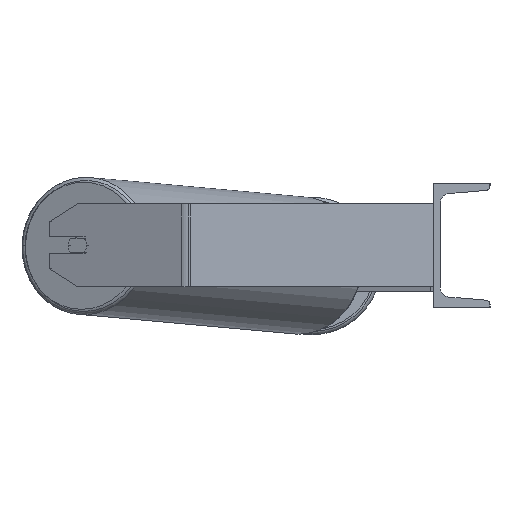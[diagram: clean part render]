
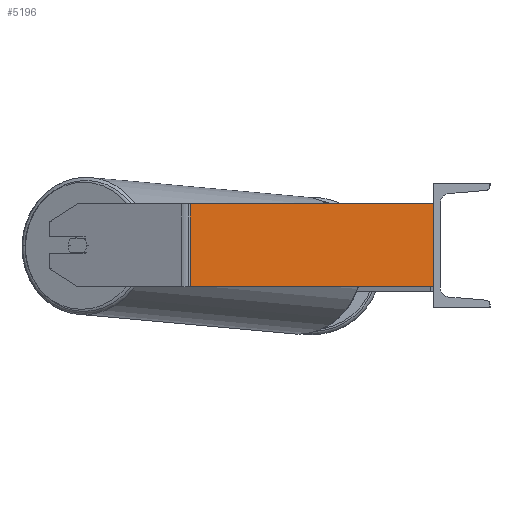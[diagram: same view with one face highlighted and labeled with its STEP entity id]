
A CAD part, left-side view. The second image highlights one B-rep face of the part: STEP entity #5196.
In plain terms, the highlighted planar face has unit normal (-0.996, -0.087, 0).
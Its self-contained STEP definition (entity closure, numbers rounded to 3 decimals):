
#167 = DIRECTION ( 'NONE',  ( 0.087, -0.996, 0. ) ) ;
#285 = CARTESIAN_POINT ( 'NONE',  ( -805.54, 234.768, 40. ) ) ;
#445 = EDGE_CURVE ( 'NONE', #8839, #6301, #8439, .T. ) ;
#626 = ORIENTED_EDGE ( 'NONE', *, *, #445, .F. ) ;
#948 = ORIENTED_EDGE ( 'NONE', *, *, #2264, .F. ) ;
#1037 = CARTESIAN_POINT ( 'NONE',  ( -805.913, 239.039, 40. ) ) ;
#1835 = FACE_OUTER_BOUND ( 'NONE', #8567, .T. ) ;
#2188 = CARTESIAN_POINT ( 'NONE',  ( -805.913, 239.039, -40. ) ) ;
#2264 = EDGE_CURVE ( 'NONE', #5894, #8839, #8667, .T. ) ;
#2518 = DIRECTION ( 'NONE',  ( -0.087, 0.996, 0. ) ) ;
#3113 = PLANE ( 'NONE',  #7015 ) ;
#3753 = CARTESIAN_POINT ( 'NONE',  ( -805.54, 234.768, 40. ) ) ;
#3922 = DIRECTION ( 'NONE',  ( 0.996, 0.087, 0. ) ) ;
#4075 = EDGE_CURVE ( 'NONE', #4572, #6301, #7944, .T. ) ;
#4572 = VERTEX_POINT ( 'NONE', #6461 ) ;
#4592 = ORIENTED_EDGE ( 'NONE', *, *, #4075, .T. ) ;
#5196 = ADVANCED_FACE ( 'NONE', ( #1835 ), #3113, .F. ) ;
#5484 = VECTOR ( 'NONE', #6233, 1000. ) ;
#5516 = VECTOR ( 'NONE', #7853, 1000. ) ;
#5725 = CARTESIAN_POINT ( 'NONE',  ( -785., 0., 40. ) ) ;
#5894 = VERTEX_POINT ( 'NONE', #3753 ) ;
#6233 = DIRECTION ( 'NONE',  ( 0., 0., -1. ) ) ;
#6301 = VERTEX_POINT ( 'NONE', #7975 ) ;
#6409 = CARTESIAN_POINT ( 'NONE',  ( -805.913, 239.039, 40. ) ) ;
#6433 = ORIENTED_EDGE ( 'NONE', *, *, #8542, .T. ) ;
#6461 = CARTESIAN_POINT ( 'NONE',  ( -805.54, 234.768, -40. ) ) ;
#6591 = CARTESIAN_POINT ( 'NONE',  ( -785., 0., 40. ) ) ;
#7015 = AXIS2_PLACEMENT_3D ( 'NONE', #1037, #3922, #2518 ) ;
#7402 = LINE ( 'NONE', #285, #8730 ) ;
#7426 = VECTOR ( 'NONE', #167, 1000. ) ;
#7853 = DIRECTION ( 'NONE',  ( 0.087, -0.996, 0. ) ) ;
#7944 = LINE ( 'NONE', #2188, #5516 ) ;
#7975 = CARTESIAN_POINT ( 'NONE',  ( -785., 0., -40. ) ) ;
#8439 = LINE ( 'NONE', #5725, #5484 ) ;
#8542 = EDGE_CURVE ( 'NONE', #5894, #4572, #7402, .T. ) ;
#8567 = EDGE_LOOP ( 'NONE', ( #4592, #626, #948, #6433 ) ) ;
#8667 = LINE ( 'NONE', #6409, #7426 ) ;
#8730 = VECTOR ( 'NONE', #8870, 1000. ) ;
#8839 = VERTEX_POINT ( 'NONE', #6591 ) ;
#8870 = DIRECTION ( 'NONE',  ( 0., 0., -1. ) ) ;
